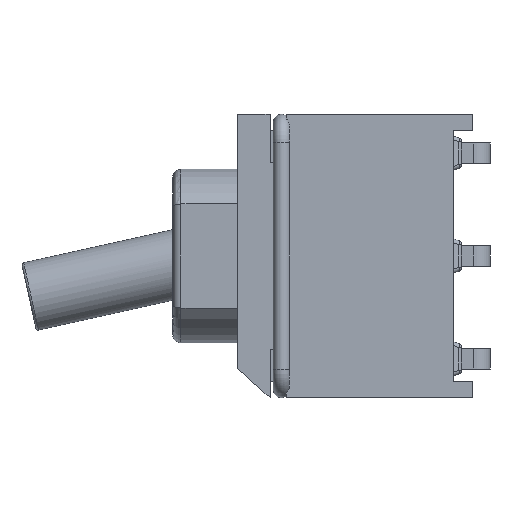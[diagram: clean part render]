
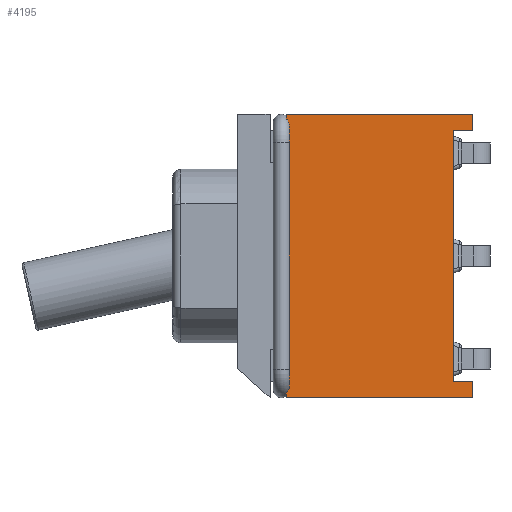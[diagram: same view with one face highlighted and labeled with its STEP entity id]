
A CAD part, left-side view. The second image highlights one B-rep face of the part: STEP entity #4195.
In plain terms, the highlighted planar face has unit normal (-1, 0, 0).
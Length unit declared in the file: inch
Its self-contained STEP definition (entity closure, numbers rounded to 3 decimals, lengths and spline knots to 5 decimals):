
#2480=CARTESIAN_POINT('',(-0.08858,0.1811,-0.1331));
#2481=VERTEX_POINT('',#2480);
#2489=CARTESIAN_POINT('',(-0.08858,0.1811,-0.1154));
#2490=VERTEX_POINT('',#2489);
#2491=CARTESIAN_POINT('',(-0.08858,0.1811,-0.1154));
#2492=CARTESIAN_POINT('',(-0.08858,0.18104,-0.11552));
#2493=CARTESIAN_POINT('',(-0.08858,0.18099,-0.11563));
#2494=CARTESIAN_POINT('',(-0.08858,0.18039,-0.11679));
#2495=CARTESIAN_POINT('',(-0.08858,0.17977,-0.11807));
#2496=CARTESIAN_POINT('',(-0.08858,0.17856,-0.12109));
#2497=CARTESIAN_POINT('',(-0.08858,0.17795,-0.1235));
#2498=CARTESIAN_POINT('',(-0.08858,0.17795,-0.12679));
#2499=CARTESIAN_POINT('',(-0.08858,0.17818,-0.12825));
#2500=CARTESIAN_POINT('',(-0.08858,0.17895,-0.13039));
#2501=CARTESIAN_POINT('',(-0.08858,0.17957,-0.13148));
#2502=CARTESIAN_POINT('',(-0.08858,0.18051,-0.13255));
#2503=CARTESIAN_POINT('',(-0.08858,0.18079,-0.13283));
#2504=CARTESIAN_POINT('',(-0.08858,0.1811,-0.1331));
#2505=B_SPLINE_CURVE_WITH_KNOTS('',3,(#2491,#2492,#2493,#2494,#2495,#2496,#2497,#2498,#2499,#2500,#2501,#2502,#2503,#2504),.UNSPECIFIED.,.F.,.U.,(4,2,2,2,2,2,4),(-0.05116,-0.05078,-0.04723,-0.04103,-0.03735,-0.03421,-0.03308),.UNSPECIFIED.);
#2506=EDGE_CURVE('',#2490,#2481,#2505,.T.);
#2534=CARTESIAN_POINT('',(-0.08858,0.1811,0.1154));
#2535=VERTEX_POINT('',#2534);
#2543=CARTESIAN_POINT('',(-0.08858,0.1811,0.1331));
#2544=VERTEX_POINT('',#2543);
#2545=CARTESIAN_POINT('',(-0.08858,0.1811,0.1331));
#2546=CARTESIAN_POINT('',(-0.08858,0.18086,0.1329));
#2547=CARTESIAN_POINT('',(-0.08858,0.18064,0.13268));
#2548=CARTESIAN_POINT('',(-0.08858,0.17971,0.13168));
#2549=CARTESIAN_POINT('',(-0.08858,0.17904,0.13056));
#2550=CARTESIAN_POINT('',(-0.08858,0.1782,0.12836));
#2551=CARTESIAN_POINT('',(-0.08858,0.17795,0.12684));
#2552=CARTESIAN_POINT('',(-0.08858,0.17795,0.1235));
#2553=CARTESIAN_POINT('',(-0.08858,0.17856,0.12109));
#2554=CARTESIAN_POINT('',(-0.08858,0.17977,0.11807));
#2555=CARTESIAN_POINT('',(-0.08858,0.18039,0.11679));
#2556=CARTESIAN_POINT('',(-0.08858,0.18099,0.11563));
#2557=CARTESIAN_POINT('',(-0.08858,0.18104,0.11552));
#2558=CARTESIAN_POINT('',(-0.08858,0.1811,0.1154));
#2559=B_SPLINE_CURVE_WITH_KNOTS('',3,(#2545,#2546,#2547,#2548,#2549,#2550,#2551,#2552,#2553,#2554,#2555,#2556,#2557,#2558),.UNSPECIFIED.,.F.,.U.,(4,2,2,2,2,2,4),(-0.07983,-0.07895,-0.07571,-0.07187,-0.06567,-0.06212,-0.06174),.UNSPECIFIED.);
#2560=EDGE_CURVE('',#2544,#2535,#2559,.T.);
#2725=CARTESIAN_POINT('',(-0.08858,0.18297,-0.09055));
#2726=VERTEX_POINT('',#2725);
#2734=CARTESIAN_POINT('',(-0.08858,0.18297,0.09055));
#2735=VERTEX_POINT('',#2734);
#2736=CARTESIAN_POINT('',(-0.08858,0.18297,0.09055));
#2737=DIRECTION('',(0.0,0.0,-1.0));
#2738=VECTOR('',#2737,0.1811);
#2739=LINE('',#2736,#2738);
#2740=EDGE_CURVE('',#2735,#2726,#2739,.T.);
#2881=CARTESIAN_POINT('',(-0.08858,0.1811,-0.09055));
#2882=VERTEX_POINT('',#2881);
#2883=CARTESIAN_POINT('',(-0.08858,0.1811,-0.09055));
#2884=DIRECTION('',(0.0,0.0,-1.0));
#2885=VECTOR('',#2884,0.02485);
#2886=LINE('',#2883,#2885);
#2887=EDGE_CURVE('',#2882,#2490,#2886,.T.);
#2967=CARTESIAN_POINT('',(-0.08858,0.18297,-0.09055));
#2968=DIRECTION('',(0.0,-1.0,0.0));
#2969=VECTOR('',#2968,0.00187);
#2970=LINE('',#2967,#2969);
#2971=EDGE_CURVE('',#2726,#2882,#2970,.T.);
#3121=CARTESIAN_POINT('',(-0.08858,0.1811,0.09055));
#3122=VERTEX_POINT('',#3121);
#3129=CARTESIAN_POINT('',(-0.08858,0.1811,0.1154));
#3130=DIRECTION('',(0.0,0.0,-1.0));
#3131=VECTOR('',#3130,0.02485);
#3132=LINE('',#3129,#3131);
#3133=EDGE_CURVE('',#2535,#3122,#3132,.T.);
#3805=CARTESIAN_POINT('',(-0.08858,0.0185,0.12205));
#3806=VERTEX_POINT('',#3805);
#3821=CARTESIAN_POINT('',(-0.08858,0.0,0.12205));
#3822=VERTEX_POINT('',#3821);
#3829=CARTESIAN_POINT('',(-0.08858,0.0185,0.12205));
#3830=DIRECTION('',(0.0,-1.0,0.0));
#3831=VECTOR('',#3830,0.0185);
#3832=LINE('',#3829,#3831);
#3833=EDGE_CURVE('',#3806,#3822,#3832,.T.);
#3843=CARTESIAN_POINT('',(-0.08858,0.0185,-0.12205));
#3844=VERTEX_POINT('',#3843);
#3853=CARTESIAN_POINT('',(-0.08858,0.0,-0.12205));
#3854=VERTEX_POINT('',#3853);
#3855=CARTESIAN_POINT('',(-0.08858,0.0,-0.12205));
#3856=DIRECTION('',(0.0,1.0,0.0));
#3857=VECTOR('',#3856,0.0185);
#3858=LINE('',#3855,#3857);
#3859=EDGE_CURVE('',#3854,#3844,#3858,.T.);
#4070=CARTESIAN_POINT('',(-0.08858,0.0185,-0.12205));
#4071=DIRECTION('',(0.0,0.0,1.0));
#4072=VECTOR('',#4071,0.24409);
#4073=LINE('',#4070,#4072);
#4074=EDGE_CURVE('',#3844,#3806,#4073,.T.);
#4129=CARTESIAN_POINT('',(-0.08858,-0.00915,0.15157));
#4130=DIRECTION('',(1.0,0.0,0.0));
#4131=DIRECTION('',(0.0,0.0,-1.0));
#4132=AXIS2_PLACEMENT_3D('',#4129,#4130,#4131);
#4133=PLANE('',#4132);
#4134=ORIENTED_EDGE('',*,*,#2506,.T.);
#4135=CARTESIAN_POINT('',(-0.08858,0.1811,-0.1378));
#4136=VERTEX_POINT('',#4135);
#4137=CARTESIAN_POINT('',(-0.08858,0.1811,-0.1331));
#4138=DIRECTION('',(0.0,0.0,-1.0));
#4139=VECTOR('',#4138,0.0047);
#4140=LINE('',#4137,#4139);
#4141=EDGE_CURVE('',#2481,#4136,#4140,.T.);
#4142=ORIENTED_EDGE('',*,*,#4141,.T.);
#4143=CARTESIAN_POINT('',(-0.08858,0.0,-0.1378));
#4144=VERTEX_POINT('',#4143);
#4145=CARTESIAN_POINT('',(-0.08858,0.0,-0.1378));
#4146=DIRECTION('',(0.0,1.0,0.0));
#4147=VECTOR('',#4146,0.1811);
#4148=LINE('',#4145,#4147);
#4149=EDGE_CURVE('',#4144,#4136,#4148,.T.);
#4150=ORIENTED_EDGE('',*,*,#4149,.F.);
#4151=CARTESIAN_POINT('',(-0.08858,0.0,-0.12205));
#4152=DIRECTION('',(0.0,0.0,-1.0));
#4153=VECTOR('',#4152,0.01575);
#4154=LINE('',#4151,#4153);
#4155=EDGE_CURVE('',#3854,#4144,#4154,.T.);
#4156=ORIENTED_EDGE('',*,*,#4155,.F.);
#4157=ORIENTED_EDGE('',*,*,#3859,.T.);
#4158=ORIENTED_EDGE('',*,*,#4074,.T.);
#4159=ORIENTED_EDGE('',*,*,#3833,.T.);
#4160=CARTESIAN_POINT('',(-0.08858,0.0,0.1378));
#4161=VERTEX_POINT('',#4160);
#4162=CARTESIAN_POINT('',(-0.08858,0.0,0.1378));
#4163=DIRECTION('',(0.0,0.0,-1.0));
#4164=VECTOR('',#4163,0.01575);
#4165=LINE('',#4162,#4164);
#4166=EDGE_CURVE('',#4161,#3822,#4165,.T.);
#4167=ORIENTED_EDGE('',*,*,#4166,.F.);
#4168=CARTESIAN_POINT('',(-0.08858,0.1811,0.1378));
#4169=VERTEX_POINT('',#4168);
#4170=CARTESIAN_POINT('',(-0.08858,0.1811,0.1378));
#4171=DIRECTION('',(0.0,-1.0,0.0));
#4172=VECTOR('',#4171,0.1811);
#4173=LINE('',#4170,#4172);
#4174=EDGE_CURVE('',#4169,#4161,#4173,.T.);
#4175=ORIENTED_EDGE('',*,*,#4174,.F.);
#4176=CARTESIAN_POINT('',(-0.08858,0.1811,0.1378));
#4177=DIRECTION('',(0.0,0.0,-1.0));
#4178=VECTOR('',#4177,0.0047);
#4179=LINE('',#4176,#4178);
#4180=EDGE_CURVE('',#4169,#2544,#4179,.T.);
#4181=ORIENTED_EDGE('',*,*,#4180,.T.);
#4182=ORIENTED_EDGE('',*,*,#2560,.T.);
#4183=ORIENTED_EDGE('',*,*,#3133,.T.);
#4184=CARTESIAN_POINT('',(-0.08858,0.1811,0.09055));
#4185=DIRECTION('',(0.0,1.0,0.0));
#4186=VECTOR('',#4185,0.00187);
#4187=LINE('',#4184,#4186);
#4188=EDGE_CURVE('',#3122,#2735,#4187,.T.);
#4189=ORIENTED_EDGE('',*,*,#4188,.T.);
#4190=ORIENTED_EDGE('',*,*,#2740,.T.);
#4191=ORIENTED_EDGE('',*,*,#2971,.T.);
#4192=ORIENTED_EDGE('',*,*,#2887,.T.);
#4193=EDGE_LOOP('',(#4134,#4142,#4150,#4156,#4157,#4158,#4159,#4167,#4175,#4181,#4182,#4183,#4189,#4190,#4191,#4192));
#4194=FACE_OUTER_BOUND('',#4193,.T.);
#4195=ADVANCED_FACE('',(#4194),#4133,.F.);
